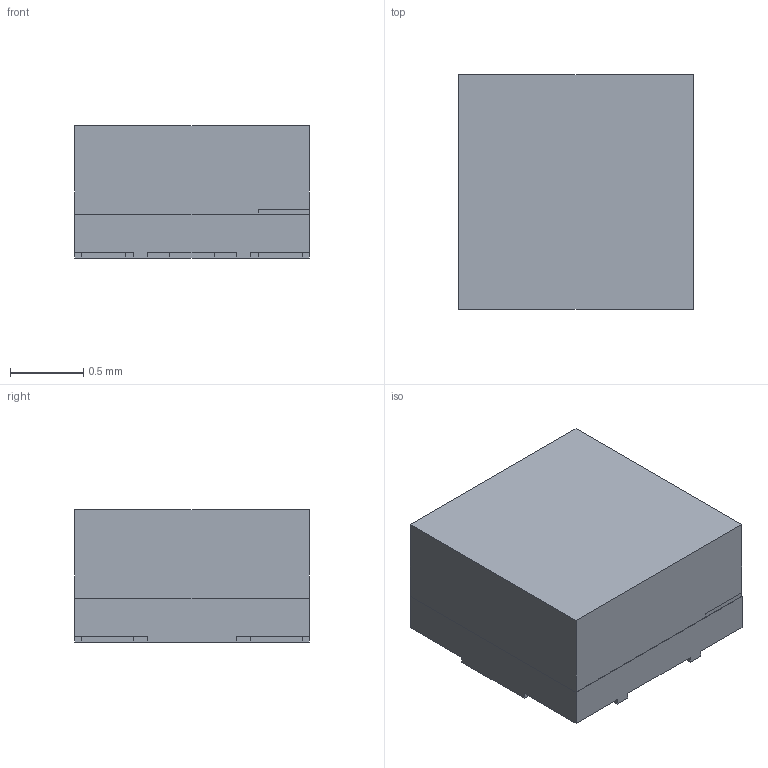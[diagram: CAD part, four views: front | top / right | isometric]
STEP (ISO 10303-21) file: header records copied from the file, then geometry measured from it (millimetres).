
FILE_DESCRIPTION(/* description */ ('Unknown'),/* implementation_level */ '2;1');
FILE_NAME(/* name */ '1501616027310',/* time_stamp */ '2021-02-09T08:21:06+01:00',/* author */ ('Unknown'),/* organization */ ('Unknown'),/* preprocessor_version */ 'ST-DEVELOPER v16.7',/* originating_system */ 'DEX',/* authorisation */ $);
FILE_SCHEMA (('AUTOMOTIVE_DESIGN {1 0 10303 214 3 1 1}'));
Length unit declared in the file: millimetre
Products named in the file (4): 1501616027310; Body; LED; Resin
Assembly tree (3 placements, depth 2):
  1501616027310
    Body
    LED
    Resin
Bounding box: 1.6 x 1.6 x 0.9 mm (x, y, z)
Volume: 2.4 mm3; surface area: 20.7 mm2
Topology: 4 solids, 4 shells, 184 faces, 441 edges, 294 vertices
Faces by surface type: plane 162, cylinder 14, bspline 8
Full cylindrical faces by diameter (mm): 0.02 x7, 0.05 x7
Entity records: 6898 total; most frequent: CARTESIAN_POINT 1423, ORIENTED_EDGE 824, DIRECTION 805, EDGE_CURVE 412, LINE 375, VECTOR 375, VERTEX_POINT 287, EDGE_LOOP 239
